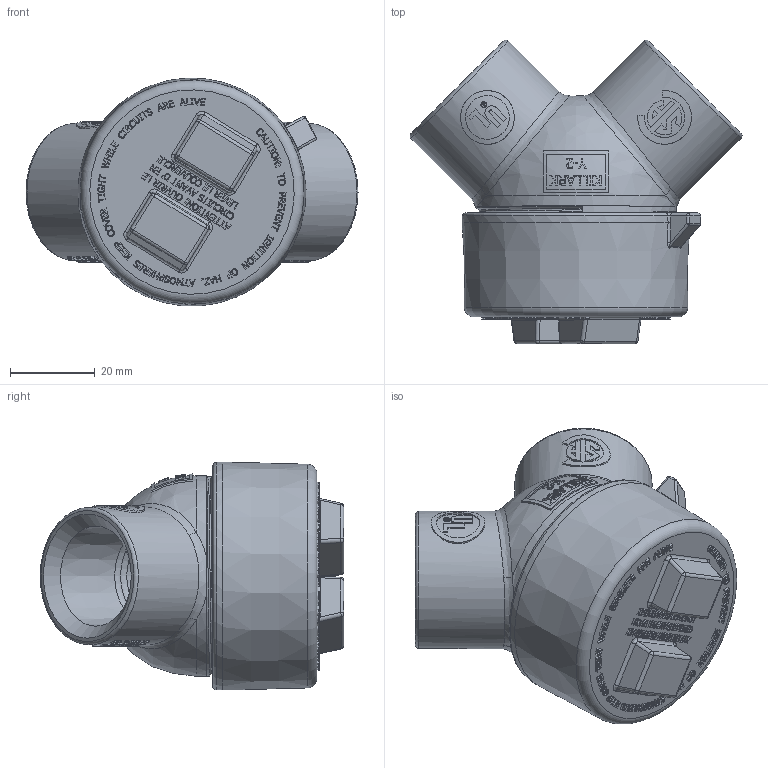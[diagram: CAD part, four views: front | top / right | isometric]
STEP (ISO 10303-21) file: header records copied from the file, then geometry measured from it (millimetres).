
FILE_DESCRIPTION(/* description */ (''),/* implementation_level */ '2;1');
FILE_NAME(/* name */ 'KIL_Y-2.stp',/* time_stamp */ '2021-03-16T08:55:47+05:00',/* author */ ('kr'),/* organization */ (''),/* preprocessor_version */ 'ST-DEVELOPER v18',/* originating_system */ 'Autodesk Inventor 2020',/* authorisation */ '');
FILE_SCHEMA (('AUTOMOTIVE_DESIGN { 1 0 10303 214 3 1 1 }'));
Length unit declared in the file: inch
Products named in the file (3): Y-2; 07653-2; 10773-2
Assembly tree (2 placements, depth 2):
  Y-2
    07653-2
    10773-2
Bounding box: 78.53 x 71.81 x 53.88 mm (x, y, z)
Volume: 66748.4 mm3; surface area: 32987.9 mm2
Topology: 2 solids, 2 shells, 2993 faces, 8057 edges, 5337 vertices
Faces by surface type: plane 1892, bspline 838, cylinder 206, sphere 33, cone 14, torus 10
Full cylindrical faces by diameter (mm): 1.181 x1, 1.41 x1, 10.35 x1, 12.7 x1, 20.117 x2, 32.537 x2, 43.656 x1, 45.746 x10, 45.999 x9, 47.371 x8, 47.713 x10
Entity records: 109182 total; most frequent: CARTESIAN_POINT 36080, ORIENTED_EDGE 16108, DIRECTION 11496, EDGE_CURVE 8054, LINE 5388, VECTOR 5388, VERTEX_POINT 5337, EDGE_LOOP 3269
